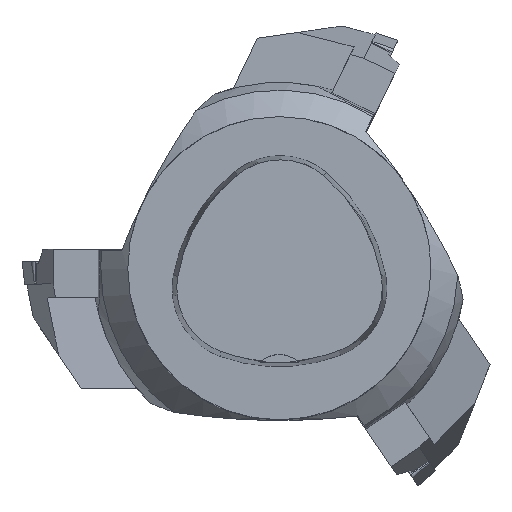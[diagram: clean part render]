
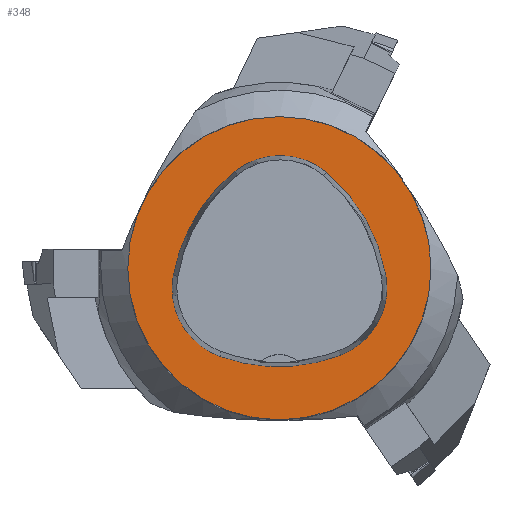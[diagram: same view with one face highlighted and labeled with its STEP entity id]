
A CAD part, top view. The second image highlights one B-rep face of the part: STEP entity #348.
In plain terms, the highlighted planar face has unit normal (0, 0, 1).
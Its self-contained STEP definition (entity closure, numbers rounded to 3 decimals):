
#171=PLANE('',#1894);
#348=ADVANCED_FACE('',(#496,#497),#171,.T.);
#443=CIRCLE('',#1865,31.5);
#445=CIRCLE('',#1872,36.);
#447=CIRCLE('',#1875,15.);
#449=CIRCLE('',#1878,36.);
#451=CIRCLE('',#1881,15.);
#455=CIRCLE('',#1886,36.);
#457=CIRCLE('',#1889,15.);
#496=FACE_BOUND('',#541,.T.);
#497=FACE_BOUND('',#542,.T.);
#541=EDGE_LOOP('',(#719,#720,#721,#722,#723,#724));
#542=EDGE_LOOP('',(#725));
#719=ORIENTED_EDGE('',*,*,#1292,.T.);
#720=ORIENTED_EDGE('',*,*,#1272,.T.);
#721=ORIENTED_EDGE('',*,*,#1276,.T.);
#722=ORIENTED_EDGE('',*,*,#1279,.T.);
#723=ORIENTED_EDGE('',*,*,#1282,.T.);
#724=ORIENTED_EDGE('',*,*,#1290,.T.);
#725=ORIENTED_EDGE('',*,*,#1262,.F.);
#1111=VERTEX_POINT('',#2567);
#1121=VERTEX_POINT('',#2588);
#1122=VERTEX_POINT('',#2589);
#1125=VERTEX_POINT('',#2597);
#1127=VERTEX_POINT('',#2603);
#1129=VERTEX_POINT('',#2609);
#1136=VERTEX_POINT('',#2630);
#1262=EDGE_CURVE('',#1111,#1111,#443,.T.);
#1272=EDGE_CURVE('',#1121,#1122,#445,.T.);
#1276=EDGE_CURVE('',#1122,#1125,#447,.T.);
#1279=EDGE_CURVE('',#1125,#1127,#449,.T.);
#1282=EDGE_CURVE('',#1127,#1129,#451,.T.);
#1290=EDGE_CURVE('',#1129,#1136,#455,.T.);
#1292=EDGE_CURVE('',#1136,#1121,#457,.T.);
#1865=AXIS2_PLACEMENT_3D('',#2566,#2062,#2063);
#1872=AXIS2_PLACEMENT_3D('',#2587,#2080,#2081);
#1875=AXIS2_PLACEMENT_3D('',#2596,#2088,#2089);
#1878=AXIS2_PLACEMENT_3D('',#2602,#2095,#2096);
#1881=AXIS2_PLACEMENT_3D('',#2608,#2102,#2103);
#1886=AXIS2_PLACEMENT_3D('',#2631,#2114,#2115);
#1889=AXIS2_PLACEMENT_3D('',#2634,#2120,#2121);
#1894=AXIS2_PLACEMENT_3D('',#2639,#2130,#2131);
#2062=DIRECTION('',(0.,0.,-1.));
#2063=DIRECTION('',(-1.,0.,0.));
#2080=DIRECTION('',(0.,0.,-1.));
#2081=DIRECTION('',(-1.,0.,0.));
#2088=DIRECTION('',(0.,0.,-1.));
#2089=DIRECTION('',(-1.,0.,0.));
#2095=DIRECTION('',(0.,0.,-1.));
#2096=DIRECTION('',(-1.,0.,0.));
#2102=DIRECTION('',(0.,0.,-1.));
#2103=DIRECTION('',(-1.,0.,0.));
#2114=DIRECTION('',(0.,0.,-1.));
#2115=DIRECTION('',(-1.,0.,0.));
#2120=DIRECTION('',(0.,0.,-1.));
#2121=DIRECTION('',(-1.,0.,0.));
#2130=DIRECTION('',(0.,0.,1.));
#2131=DIRECTION('',(1.,0.,0.));
#2566=CARTESIAN_POINT('',(0.,0.,0.));
#2567=CARTESIAN_POINT('',(-31.5,0.,0.));
#2587=CARTESIAN_POINT('',(13.398,-7.893,0.));
#2588=CARTESIAN_POINT('',(-22.041,-1.562,0.));
#2589=CARTESIAN_POINT('',(-9.317,20.036,0.));
#2596=CARTESIAN_POINT('',(0.148,8.399,0.));
#2597=CARTESIAN_POINT('',(9.779,19.898,0.));
#2602=CARTESIAN_POINT('',(-13.337,-7.7,0.));
#2603=CARTESIAN_POINT('',(22.122,-1.48,0.));
#2608=CARTESIAN_POINT('',(7.347,-4.071,0.));
#2609=CARTESIAN_POINT('',(12.693,-18.087,0.));
#2630=CARTESIAN_POINT('',(-12.373,-18.307,0.));
#2631=CARTESIAN_POINT('',(-0.137,15.55,0.));
#2634=CARTESIAN_POINT('',(-7.275,-4.2,0.));
#2639=CARTESIAN_POINT('',(0.,0.,0.));
